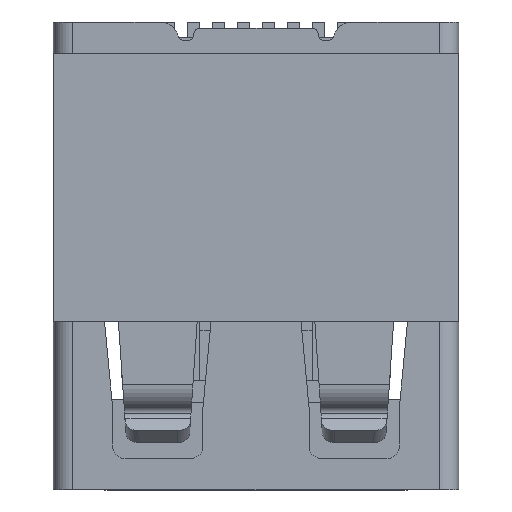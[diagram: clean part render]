
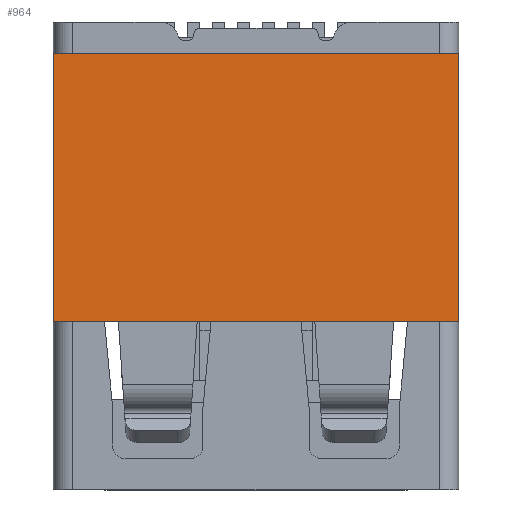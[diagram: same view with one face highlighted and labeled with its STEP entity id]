
A CAD part, top view. The second image highlights one B-rep face of the part: STEP entity #964.
In plain terms, the highlighted planar face has unit normal (0, 0, 1).
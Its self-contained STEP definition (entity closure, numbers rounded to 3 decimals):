
#964=ADVANCED_FACE('',(#2764),#2765,.T.);
#2764=FACE_OUTER_BOUND('',#4990,.T.);
#2765=PLANE('',#4991);
#4990=EDGE_LOOP('',(#11956,#11957,#11958,#11959));
#4991=AXIS2_PLACEMENT_3D('',#11960,#11961,#11962);
#11956=ORIENTED_EDGE('',*,*,#17616,.T.);
#11957=ORIENTED_EDGE('',*,*,#17620,.T.);
#11958=ORIENTED_EDGE('',*,*,#17623,.T.);
#11959=ORIENTED_EDGE('',*,*,#17625,.T.);
#11960=CARTESIAN_POINT('',(0.,-0.95,1.55));
#11961=DIRECTION('',(0.,0.,1.0));
#11962=DIRECTION('',(0.,1.0,0.));
#17616=EDGE_CURVE('',#22186,#22184,#22187,.T.);
#17620=EDGE_CURVE('',#22184,#22191,#22193,.T.);
#17623=EDGE_CURVE('',#22191,#22196,#22198,.T.);
#17625=EDGE_CURVE('',#22196,#22186,#22200,.T.);
#22184=VERTEX_POINT('',#29492);
#22186=VERTEX_POINT('',#29495);
#22187=LINE('',#29496,#29497);
#22191=VERTEX_POINT('',#29503);
#22193=LINE('',#29506,#29507);
#22196=VERTEX_POINT('',#29511);
#22198=LINE('',#29514,#29515);
#22200=LINE('',#29518,#29519);
#29492=CARTESIAN_POINT('',(3.25,-3.1,1.55));
#29495=CARTESIAN_POINT('',(-3.25,-3.1,1.55));
#29496=CARTESIAN_POINT('',(-3.25,-3.1,1.55));
#29497=VECTOR('',#34470,1000.0);
#29503=CARTESIAN_POINT('',(3.25,1.2,1.55));
#29506=CARTESIAN_POINT('',(3.25,-3.1,1.55));
#29507=VECTOR('',#34474,1000.0);
#29511=CARTESIAN_POINT('',(-3.25,1.2,1.55));
#29514=CARTESIAN_POINT('',(3.25,1.2,1.55));
#29515=VECTOR('',#34477,1000.0);
#29518=CARTESIAN_POINT('',(-3.25,1.2,1.55));
#29519=VECTOR('',#34479,1000.0);
#34470=DIRECTION('',(1.0,0.,0.));
#34474=DIRECTION('',(0.,1.0,0.));
#34477=DIRECTION('',(-1.0,0.,0.));
#34479=DIRECTION('',(0.,-1.0,0.));
